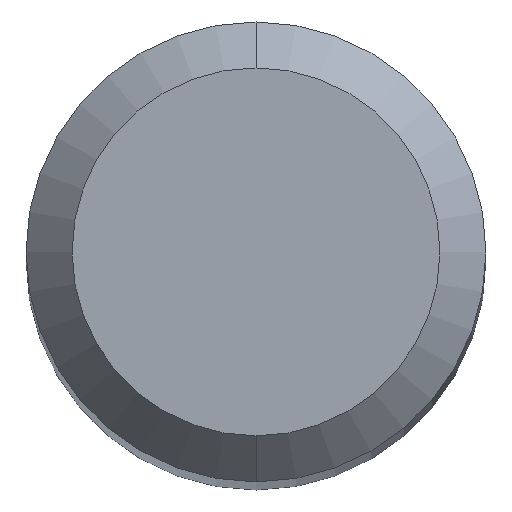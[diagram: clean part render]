
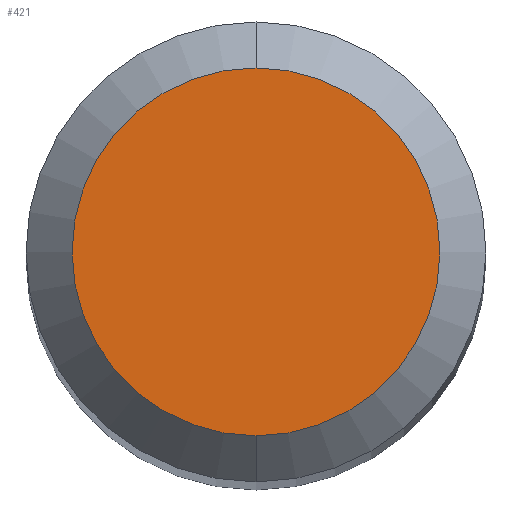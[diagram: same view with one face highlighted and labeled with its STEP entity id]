
A CAD part, top view. The second image highlights one B-rep face of the part: STEP entity #421.
In plain terms, the highlighted planar face has unit normal (0, 0, 1).
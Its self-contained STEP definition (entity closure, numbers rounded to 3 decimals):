
#187=EDGE_CURVE('',#301,#369,#481,.T.);
#287=EDGE_CURVE('',#369,#301,#594,.T.);
#301=VERTEX_POINT('',#610);
#369=VERTEX_POINT('',#683);
#421=ADVANCED_FACE('',(#739),#740,.T.);
#481=CIRCLE('',#820,1.2);
#594=CIRCLE('',#1016,1.2);
#610=CARTESIAN_POINT('',(0.,-1.2,29.394));
#683=CARTESIAN_POINT('',(0.0,1.2,29.394));
#739=FACE_OUTER_BOUND('',#1382,.T.);
#740=PLANE('',#1383);
#820=AXIS2_PLACEMENT_3D('',#1454,#1455,#1456);
#1016=AXIS2_PLACEMENT_3D('',#1583,#1584,#1585);
#1382=EDGE_LOOP('',(#1748,#1749));
#1383=AXIS2_PLACEMENT_3D('',#1750,#1751,#1752);
#1454=CARTESIAN_POINT('',(0.0,0.0,29.394));
#1455=DIRECTION('',(0.0,0.0,-1.0));
#1456=DIRECTION('',(0.0,1.0,0.0));
#1583=CARTESIAN_POINT('',(0.0,0.0,29.394));
#1584=DIRECTION('',(0.0,0.0,-1.0));
#1585=DIRECTION('',(0.0,1.0,0.0));
#1748=ORIENTED_EDGE('',*,*,#287,.F.);
#1749=ORIENTED_EDGE('',*,*,#187,.F.);
#1750=CARTESIAN_POINT('',(0.0,0.6,29.394));
#1751=DIRECTION('',(-0.0,0.0,1.0));
#1752=DIRECTION('',(0.0,-1.0,0.0));
